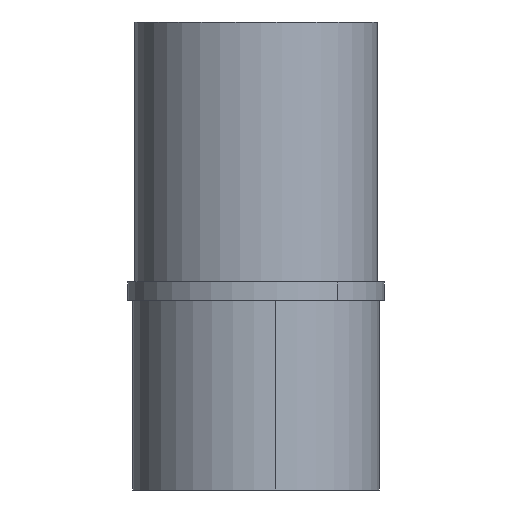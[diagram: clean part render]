
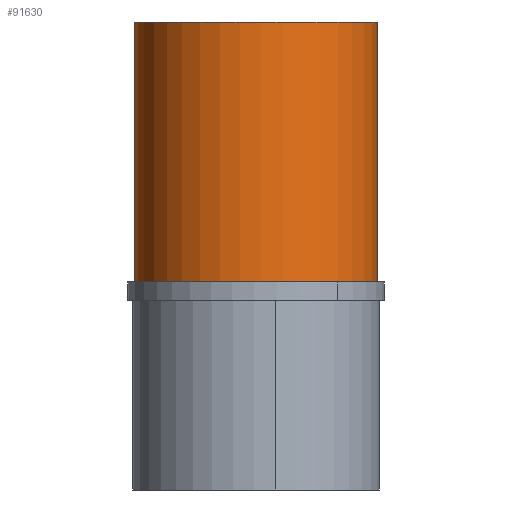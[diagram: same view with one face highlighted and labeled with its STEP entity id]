
A CAD part, left-side view. The second image highlights one B-rep face of the part: STEP entity #91630.
In plain terms, the highlighted cylindrical face has radius 47.8 mm (diameter 95.6 mm), a partial arc.
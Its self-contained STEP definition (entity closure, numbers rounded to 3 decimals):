
#2530=CARTESIAN_POINT('',(36.555,-109.664,
-876.48));
#2540=DIRECTION('',(0.,0.,1.));
#2550=DIRECTION('',(-0.029,-1.,
0.));
#2560=AXIS2_PLACEMENT_3D('',#2530,#2540,#2550);
#2570=CIRCLE('',#2560,47.8);
#2580=CARTESIAN_POINT('',(35.166,-157.444,
-876.48));
#2590=VERTEX_POINT('',#2580);
#2600=CARTESIAN_POINT('',(37.943,-61.884,
-876.48));
#2610=VERTEX_POINT('',#2600);
#2640=EDGE_CURVE('',#2610,#2590,#2570,.T.);
#24830=CARTESIAN_POINT('',(36.555,-109.664,
-774.08));
#24840=DIRECTION('',(0.,0.,1.));
#24850=DIRECTION('',(-0.029,-1.,
0.));
#24860=AXIS2_PLACEMENT_3D('',#24830,#24840,#24850);
#24870=CIRCLE('',#24860,47.8);
#24880=CARTESIAN_POINT('',(37.943,-61.884,
-774.08));
#24890=VERTEX_POINT('',#24880);
#24900=CARTESIAN_POINT('',(35.166,-157.444,
-774.08));
#24910=VERTEX_POINT('',#24900);
#24920=EDGE_CURVE('',#24890,#24910,#24870,.T.);
#29880=CARTESIAN_POINT('',(36.555,-109.664,
-876.48));
#29890=DIRECTION('',(0.,0.,1.));
#29900=DIRECTION('',(-0.029,-1.,
0.));
#29910=AXIS2_PLACEMENT_3D('',#29880,#29890,#29900);
#29920=CYLINDRICAL_SURFACE('',#29910,47.8);
#29940=CARTESIAN_POINT('',(37.943,-61.884,
-876.48));
#29950=DIRECTION('',(0.,0.,1.));
#29960=VECTOR('',#29950,1.);
#29970=LINE('',#29940,#29960);
#29980=EDGE_CURVE('',#2610,#24890,#29970,.T.);
#30010=CARTESIAN_POINT('',(35.166,-157.444,
-876.48));
#30020=DIRECTION('',(0.,0.,1.));
#30030=VECTOR('',#30020,1.);
#30040=LINE('',#30010,#30030);
#30050=EDGE_CURVE('',#2590,#24910,#30040,.T.);
#91570=ORIENTED_EDGE('',*,*,#29980,.F.);
#91580=ORIENTED_EDGE('',*,*,#24920,.F.);
#91590=ORIENTED_EDGE('',*,*,#30050,.T.);
#91600=ORIENTED_EDGE('',*,*,#2640,.T.);
#91610=EDGE_LOOP('',(#91600,#91590,#91580,#91570));
#91620=FACE_OUTER_BOUND('',#91610,.T.);
#91630=ADVANCED_FACE('',(#91620),#29920,.T.);
